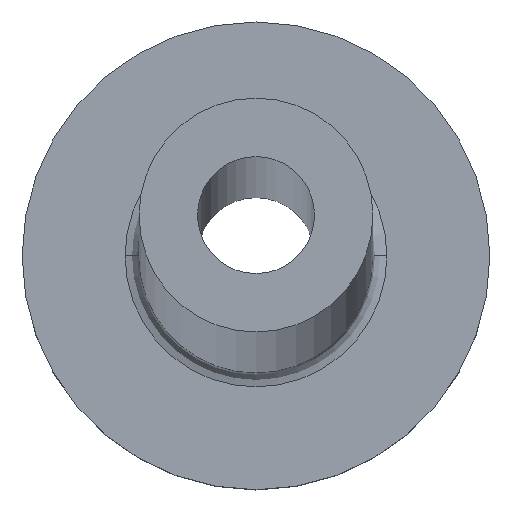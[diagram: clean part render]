
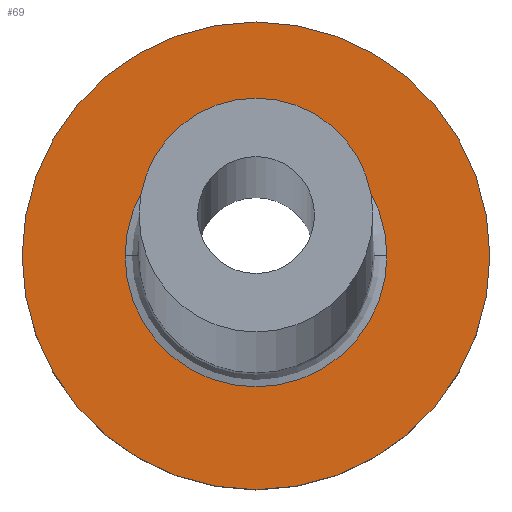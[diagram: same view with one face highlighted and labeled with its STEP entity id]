
A CAD part, top view. The second image highlights one B-rep face of the part: STEP entity #69.
In plain terms, the highlighted planar face has unit normal (0, 0, 1).
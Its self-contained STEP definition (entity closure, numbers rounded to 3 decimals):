
#11 = ORIENTED_EDGE ( 'NONE', *, *, #15, .T. ) ;
#15 = EDGE_CURVE ( 'NONE', #148, #191, #112, .T. ) ;
#34 = DIRECTION ( 'NONE',  ( 1., 0., 0. ) ) ;
#35 = AXIS2_PLACEMENT_3D ( 'NONE', #88, #246, #364 ) ;
#39 = CARTESIAN_POINT ( 'NONE',  ( 0., 0., 3. ) ) ;
#49 = CARTESIAN_POINT ( 'NONE',  ( -5., 0., 3. ) ) ;
#59 = ORIENTED_EDGE ( 'NONE', *, *, #159, .T. ) ;
#69 = ADVANCED_FACE ( 'NONE', ( #101, #200 ), #313, .T. ) ;
#75 = EDGE_LOOP ( 'NONE', ( #59, #216 ) ) ;
#85 = CARTESIAN_POINT ( 'NONE',  ( 2.8, 0., 3. ) ) ;
#88 = CARTESIAN_POINT ( 'NONE',  ( 0., 0., 3. ) ) ;
#101 = FACE_BOUND ( 'NONE', #75, .T. ) ;
#104 = DIRECTION ( 'NONE',  ( 1., 0., 0. ) ) ;
#108 = AXIS2_PLACEMENT_3D ( 'NONE', #146, #211, #137 ) ;
#112 = CIRCLE ( 'NONE', #326, 5. ) ;
#115 = AXIS2_PLACEMENT_3D ( 'NONE', #207, #327, #104 ) ;
#137 = DIRECTION ( 'NONE',  ( 1., 0., 0. ) ) ;
#146 = CARTESIAN_POINT ( 'NONE',  ( 0., 0., 3. ) ) ;
#148 = VERTEX_POINT ( 'NONE', #49 ) ;
#153 = EDGE_CURVE ( 'NONE', #189, #275, #273, .T. ) ;
#159 = EDGE_CURVE ( 'NONE', #275, #189, #165, .T. ) ;
#165 = CIRCLE ( 'NONE', #115, 2.8 ) ;
#176 = DIRECTION ( 'NONE',  ( 0., 0., 1. ) ) ;
#189 = VERTEX_POINT ( 'NONE', #235 ) ;
#191 = VERTEX_POINT ( 'NONE', #205 ) ;
#193 = AXIS2_PLACEMENT_3D ( 'NONE', #39, #176, #238 ) ;
#200 = FACE_OUTER_BOUND ( 'NONE', #278, .T. ) ;
#203 = DIRECTION ( 'NONE',  ( 0., 0., 1. ) ) ;
#205 = CARTESIAN_POINT ( 'NONE',  ( 5., 0., 3. ) ) ;
#207 = CARTESIAN_POINT ( 'NONE',  ( 0., 0., 3. ) ) ;
#211 = DIRECTION ( 'NONE',  ( 0., 0., -1. ) ) ;
#216 = ORIENTED_EDGE ( 'NONE', *, *, #153, .T. ) ;
#218 = ORIENTED_EDGE ( 'NONE', *, *, #295, .T. ) ;
#235 = CARTESIAN_POINT ( 'NONE',  ( -2.8, 0., 3. ) ) ;
#238 = DIRECTION ( 'NONE',  ( 1., 0., 0. ) ) ;
#246 = DIRECTION ( 'NONE',  ( 0., 0., 1. ) ) ;
#255 = CARTESIAN_POINT ( 'NONE',  ( 0., 0., 3. ) ) ;
#258 = CIRCLE ( 'NONE', #35, 5. ) ;
#273 = CIRCLE ( 'NONE', #108, 2.8 ) ;
#275 = VERTEX_POINT ( 'NONE', #85 ) ;
#278 = EDGE_LOOP ( 'NONE', ( #11, #218 ) ) ;
#295 = EDGE_CURVE ( 'NONE', #191, #148, #258, .T. ) ;
#313 = PLANE ( 'NONE',  #193 ) ;
#326 = AXIS2_PLACEMENT_3D ( 'NONE', #255, #203, #34 ) ;
#327 = DIRECTION ( 'NONE',  ( 0., 0., -1. ) ) ;
#364 = DIRECTION ( 'NONE',  ( 1., 0., 0. ) ) ;
